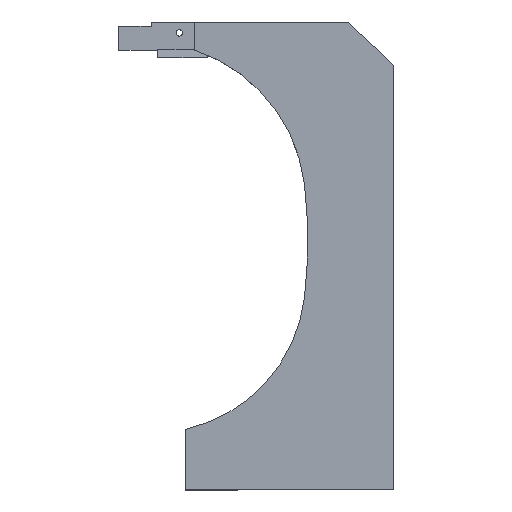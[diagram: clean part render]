
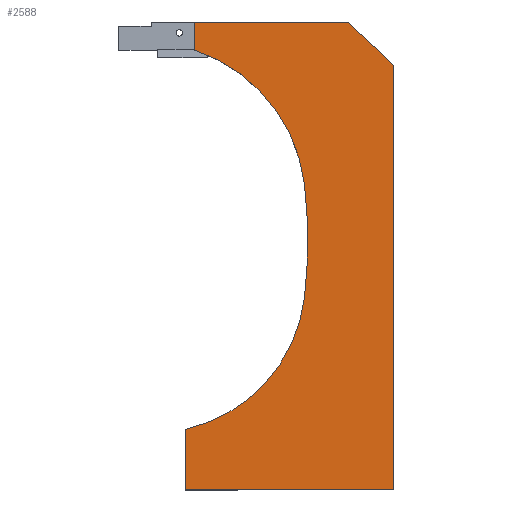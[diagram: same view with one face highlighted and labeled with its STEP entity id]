
A CAD part, top view. The second image highlights one B-rep face of the part: STEP entity #2588.
In plain terms, the highlighted planar face has unit normal (0, 0, 1).
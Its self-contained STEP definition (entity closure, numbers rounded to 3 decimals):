
#27 = VERTEX_POINT ( 'NONE', #1290 ) ;
#74 = VERTEX_POINT ( 'NONE', #1621 ) ;
#80 = CIRCLE ( 'NONE', #1445, 217. ) ;
#116 = ORIENTED_EDGE ( 'NONE', *, *, #657, .T. ) ;
#129 = ORIENTED_EDGE ( 'NONE', *, *, #1207, .T. ) ;
#207 = CARTESIAN_POINT ( 'NONE',  ( 0., -28., 39. ) ) ;
#279 = VECTOR ( 'NONE', #2366, 1000. ) ;
#299 = CARTESIAN_POINT ( 'NONE',  ( 96.3, 0., 39. ) ) ;
#307 = LINE ( 'NONE', #1060, #2298 ) ;
#329 = LINE ( 'NONE', #645, #279 ) ;
#440 = VERTEX_POINT ( 'NONE', #1299 ) ;
#511 = EDGE_LOOP ( 'NONE', ( #1413, #1924, #2267, #116, #2517, #2648, #1661, #1493, #129 ) ) ;
#513 = EDGE_CURVE ( 'NONE', #817, #440, #1537, .T. ) ;
#526 = VECTOR ( 'NONE', #905, 1000. ) ;
#644 = DIRECTION ( 'NONE',  ( -1., 0., 0. ) ) ;
#645 = CARTESIAN_POINT ( 'NONE',  ( 4.3, 175.403, 39. ) ) ;
#657 = EDGE_CURVE ( 'NONE', #1201, #74, #2399, .T. ) ;
#666 = VERTEX_POINT ( 'NONE', #2844 ) ;
#689 = EDGE_CURVE ( 'NONE', #2821, #795, #329, .T. ) ;
#712 = DIRECTION ( 'NONE',  ( 1., 0., 0. ) ) ;
#740 = CARTESIAN_POINT ( 'NONE',  ( -160.203, 87.162, 39. ) ) ;
#747 = CARTESIAN_POINT ( 'NONE',  ( -15.295, 69.333, 39. ) ) ;
#795 = VERTEX_POINT ( 'NONE', #1050 ) ;
#817 = VERTEX_POINT ( 'NONE', #1689 ) ;
#818 = DIRECTION ( 'NONE',  ( 0., -1., 0. ) ) ;
#905 = DIRECTION ( 'NONE',  ( -0.724, 0.69, 0. ) ) ;
#934 = EDGE_CURVE ( 'NONE', #666, #2821, #2914, .T. ) ;
#1050 = CARTESIAN_POINT ( 'NONE',  ( 4.3, 175.403, 39. ) ) ;
#1060 = CARTESIAN_POINT ( 'NONE',  ( 0., 0., 39. ) ) ;
#1166 = DIRECTION ( 'NONE',  ( 0., 0., -1. ) ) ;
#1192 = FACE_OUTER_BOUND ( 'NONE', #511, .T. ) ;
#1201 = VERTEX_POINT ( 'NONE', #207 ) ;
#1207 = EDGE_CURVE ( 'NONE', #795, #27, #3210, .T. ) ;
#1236 = EDGE_CURVE ( 'NONE', #2444, #666, #1664, .T. ) ;
#1257 = DIRECTION ( 'NONE',  ( 0., 0., -1. ) ) ;
#1290 = CARTESIAN_POINT ( 'NONE',  ( 55.173, 113.662, 39. ) ) ;
#1299 = CARTESIAN_POINT ( 'NONE',  ( 0., 0., 39. ) ) ;
#1413 = ORIENTED_EDGE ( 'NONE', *, *, #2186, .T. ) ;
#1445 = AXIS2_PLACEMENT_3D ( 'NONE', #740, #1257, #1741 ) ;
#1493 = ORIENTED_EDGE ( 'NONE', *, *, #689, .T. ) ;
#1505 = DIRECTION ( 'NONE',  ( 1., 0., 0. ) ) ;
#1537 = CIRCLE ( 'NONE', #1851, 71. ) ;
#1621 = CARTESIAN_POINT ( 'NONE',  ( 96.3, -28., 39. ) ) ;
#1635 = CARTESIAN_POINT ( 'NONE',  ( 96.3, 168.403, 39. ) ) ;
#1661 = ORIENTED_EDGE ( 'NONE', *, *, #934, .T. ) ;
#1664 = LINE ( 'NONE', #1729, #526 ) ;
#1689 = CARTESIAN_POINT ( 'NONE',  ( 55.173, 60.662, 39. ) ) ;
#1703 = CARTESIAN_POINT ( 'NONE',  ( 4.3, 188.403, 39. ) ) ;
#1718 = DIRECTION ( 'NONE',  ( 0., 0., 1. ) ) ;
#1729 = CARTESIAN_POINT ( 'NONE',  ( 75.3, 188.403, 39. ) ) ;
#1735 = EDGE_CURVE ( 'NONE', #74, #2444, #2539, .T. ) ;
#1741 = DIRECTION ( 'NONE',  ( 1., 0., 0. ) ) ;
#1748 = DIRECTION ( 'NONE',  ( 0., 0., -1. ) ) ;
#1851 = AXIS2_PLACEMENT_3D ( 'NONE', #747, #1748, #1505 ) ;
#1884 = VECTOR ( 'NONE', #644, 1000. ) ;
#1924 = ORIENTED_EDGE ( 'NONE', *, *, #513, .T. ) ;
#1996 = DIRECTION ( 'NONE',  ( 0., 1., 0. ) ) ;
#2066 = EDGE_CURVE ( 'NONE', #440, #1201, #307, .T. ) ;
#2110 = DIRECTION ( 'NONE',  ( 1., 0., 0. ) ) ;
#2186 = EDGE_CURVE ( 'NONE', #27, #817, #80, .T. ) ;
#2251 = DIRECTION ( 'NONE',  ( 1., 0., 0. ) ) ;
#2267 = ORIENTED_EDGE ( 'NONE', *, *, #2066, .T. ) ;
#2298 = VECTOR ( 'NONE', #818, 1000. ) ;
#2366 = DIRECTION ( 'NONE',  ( 0., -1., 0. ) ) ;
#2399 = LINE ( 'NONE', #2610, #2709 ) ;
#2444 = VERTEX_POINT ( 'NONE', #1635 ) ;
#2516 = CARTESIAN_POINT ( 'NONE',  ( -160.203, 87.162, 39. ) ) ;
#2517 = ORIENTED_EDGE ( 'NONE', *, *, #1735, .T. ) ;
#2539 = LINE ( 'NONE', #299, #2776 ) ;
#2588 = ADVANCED_FACE ( 'NONE', ( #1192 ), #2718, .T. ) ;
#2610 = CARTESIAN_POINT ( 'NONE',  ( 96.3, -28., 39. ) ) ;
#2648 = ORIENTED_EDGE ( 'NONE', *, *, #1236, .T. ) ;
#2688 = CARTESIAN_POINT ( 'NONE',  ( 75.3, 188.403, 39. ) ) ;
#2709 = VECTOR ( 'NONE', #2110, 1000. ) ;
#2718 = PLANE ( 'NONE',  #2767 ) ;
#2767 = AXIS2_PLACEMENT_3D ( 'NONE', #2516, #1718, #2251 ) ;
#2776 = VECTOR ( 'NONE', #1996, 1000. ) ;
#2821 = VERTEX_POINT ( 'NONE', #1703 ) ;
#2844 = CARTESIAN_POINT ( 'NONE',  ( 75.3, 188.403, 39. ) ) ;
#2914 = LINE ( 'NONE', #2688, #1884 ) ;
#2968 = CARTESIAN_POINT ( 'NONE',  ( -18.769, 104.564, 39. ) ) ;
#3059 = AXIS2_PLACEMENT_3D ( 'NONE', #2968, #1166, #712 ) ;
#3210 = CIRCLE ( 'NONE', #3059, 74.5 ) ;
